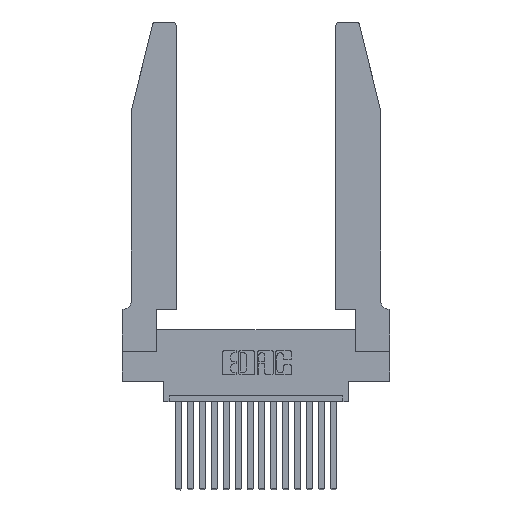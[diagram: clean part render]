
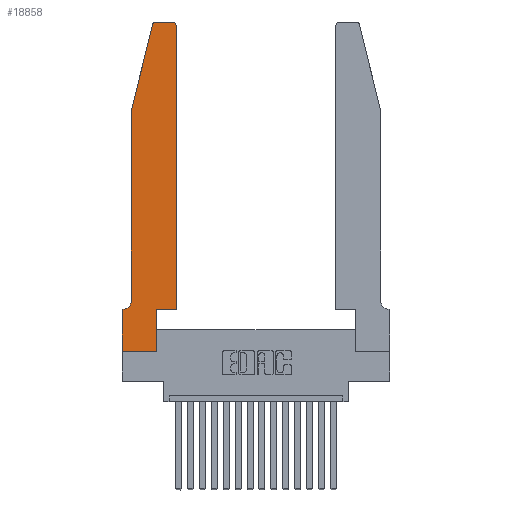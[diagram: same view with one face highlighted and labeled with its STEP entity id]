
A CAD part, top view. The second image highlights one B-rep face of the part: STEP entity #18858.
In plain terms, the highlighted planar face has unit normal (0, 0, 1).
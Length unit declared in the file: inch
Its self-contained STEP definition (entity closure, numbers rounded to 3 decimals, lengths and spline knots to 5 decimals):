
#81 = VECTOR ( 'NONE', #11140, 39.37008 ) ;
#797 = VERTEX_POINT ( 'NONE', #16427 ) ;
#821 = ORIENTED_EDGE ( 'NONE', *, *, #8967, .T. ) ;
#850 = LINE ( 'NONE', #2214, #9150 ) ;
#902 = PLANE ( 'NONE',  #14496 ) ;
#1096 = ORIENTED_EDGE ( 'NONE', *, *, #6411, .T. ) ;
#1196 = CARTESIAN_POINT ( 'NONE',  ( 0.284, 2.75, 0.37 ) ) ;
#1333 = CARTESIAN_POINT ( 'NONE',  ( 0.0055, 0.35, 0.37 ) ) ;
#1413 = CARTESIAN_POINT ( 'NONE',  ( 0., 0., 0.37 ) ) ;
#1912 = VERTEX_POINT ( 'NONE', #1333 ) ;
#2214 = CARTESIAN_POINT ( 'NONE',  ( 0., 0., 0.37 ) ) ;
#2245 = DIRECTION ( 'NONE',  ( 1., 0., 0. ) ) ;
#2571 = LINE ( 'NONE', #17111, #14075 ) ;
#3143 = AXIS2_PLACEMENT_3D ( 'NONE', #18223, #12509, #2245 ) ;
#3280 = EDGE_CURVE ( 'NONE', #13601, #797, #12820, .T. ) ;
#3553 = EDGE_CURVE ( 'NONE', #1912, #12267, #9168, .T. ) ;
#3655 = VECTOR ( 'NONE', #11616, 39.37008 ) ;
#3847 = CARTESIAN_POINT ( 'NONE',  ( 0.2865, 0.35, 0.37 ) ) ;
#4162 = CIRCLE ( 'NONE', #10850, 0.03 ) ;
#4252 = ORIENTED_EDGE ( 'NONE', *, *, #18865, .T. ) ;
#4347 = EDGE_CURVE ( 'NONE', #18448, #5432, #14194, .T. ) ;
#4651 = DIRECTION ( 'NONE',  ( 0., -1., 0. ) ) ;
#4919 = CARTESIAN_POINT ( 'NONE',  ( 0.4205, 2.75, 0.37 ) ) ;
#5228 = CARTESIAN_POINT ( 'NONE',  ( 0., 0.35, 0.37 ) ) ;
#5395 = ORIENTED_EDGE ( 'NONE', *, *, #3553, .T. ) ;
#5432 = VERTEX_POINT ( 'NONE', #4919 ) ;
#5905 = ORIENTED_EDGE ( 'NONE', *, *, #17757, .T. ) ;
#5937 = CIRCLE ( 'NONE', #17439, 0.07 ) ;
#6411 = EDGE_CURVE ( 'NONE', #797, #1912, #5937, .T. ) ;
#6467 = EDGE_CURVE ( 'NONE', #12270, #17417, #13304, .T. ) ;
#6584 = DIRECTION ( 'NONE',  ( 0., 0., -1. ) ) ;
#6591 = CARTESIAN_POINT ( 'NONE',  ( 0.2865, 0.35, 0.37 ) ) ;
#6649 = DIRECTION ( 'NONE',  ( 1., 0., 0. ) ) ;
#6930 = VERTEX_POINT ( 'NONE', #1196 ) ;
#7036 = DIRECTION ( 'NONE',  ( 1., 0., 0. ) ) ;
#7672 = CARTESIAN_POINT ( 'NONE',  ( 0., 0.35, 0.37 ) ) ;
#7744 = VERTEX_POINT ( 'NONE', #12942 ) ;
#7867 = LINE ( 'NONE', #18268, #81 ) ;
#8008 = DIRECTION ( 'NONE',  ( 0., 0., 1. ) ) ;
#8057 = CARTESIAN_POINT ( 'NONE',  ( 0.0055, 0.42, 0.37 ) ) ;
#8151 = FACE_OUTER_BOUND ( 'NONE', #9872, .T. ) ;
#8250 = DIRECTION ( 'NONE',  ( 0., 1., 0. ) ) ;
#8289 = DIRECTION ( 'NONE',  ( -1., 0., 0. ) ) ;
#8678 = LINE ( 'NONE', #10985, #17875 ) ;
#8967 = EDGE_CURVE ( 'NONE', #13681, #7744, #18970, .T. ) ;
#9150 = VECTOR ( 'NONE', #18075, 39.37008 ) ;
#9168 = LINE ( 'NONE', #9608, #10086 ) ;
#9608 = CARTESIAN_POINT ( 'NONE',  ( 0.0755, 0.35, 0.37 ) ) ;
#9872 = EDGE_LOOP ( 'NONE', ( #18357, #14256, #14055, #10677, #1096, #5395, #5905, #10532, #4252, #821, #13785, #15217 ) ) ;
#10086 = VECTOR ( 'NONE', #11186, 39.37008 ) ;
#10532 = ORIENTED_EDGE ( 'NONE', *, *, #6467, .T. ) ;
#10641 = EDGE_CURVE ( 'NONE', #11509, #13601, #7867, .T. ) ;
#10677 = ORIENTED_EDGE ( 'NONE', *, *, #3280, .T. ) ;
#10850 = AXIS2_PLACEMENT_3D ( 'NONE', #17129, #18528, #15468 ) ;
#10985 = CARTESIAN_POINT ( 'NONE',  ( 0.4505, 0.35, 0.37 ) ) ;
#11090 = EDGE_CURVE ( 'NONE', #5432, #6930, #2571, .T. ) ;
#11140 = DIRECTION ( 'NONE',  ( -0.239, -0.971, 0. ) ) ;
#11155 = LINE ( 'NONE', #3847, #12284 ) ;
#11186 = DIRECTION ( 'NONE',  ( -1., 0., 0. ) ) ;
#11509 = VERTEX_POINT ( 'NONE', #19004 ) ;
#11616 = DIRECTION ( 'NONE',  ( 1., 0., 0. ) ) ;
#12107 = CARTESIAN_POINT ( 'NONE',  ( 0.0755, 2., 0.37 ) ) ;
#12161 = CARTESIAN_POINT ( 'NONE',  ( 0., 0., 0.37 ) ) ;
#12267 = VERTEX_POINT ( 'NONE', #7672 ) ;
#12270 = VERTEX_POINT ( 'NONE', #12161 ) ;
#12284 = VECTOR ( 'NONE', #8250, 39.37008 ) ;
#12403 = DIRECTION ( 'NONE',  ( 0., 1., 0. ) ) ;
#12509 = DIRECTION ( 'NONE',  ( 0., 0., 1. ) ) ;
#12820 = LINE ( 'NONE', #12107, #14229 ) ;
#12942 = CARTESIAN_POINT ( 'NONE',  ( 0.4505, 0.35, 0.37 ) ) ;
#13304 = LINE ( 'NONE', #1413, #3655 ) ;
#13601 = VERTEX_POINT ( 'NONE', #16698 ) ;
#13681 = VERTEX_POINT ( 'NONE', #6591 ) ;
#13785 = ORIENTED_EDGE ( 'NONE', *, *, #16676, .T. ) ;
#14055 = ORIENTED_EDGE ( 'NONE', *, *, #10641, .T. ) ;
#14075 = VECTOR ( 'NONE', #8289, 39.37008 ) ;
#14194 = CIRCLE ( 'NONE', #3143, 0.03 ) ;
#14229 = VECTOR ( 'NONE', #4651, 39.37008 ) ;
#14256 = ORIENTED_EDGE ( 'NONE', *, *, #14539, .T. ) ;
#14321 = CARTESIAN_POINT ( 'NONE',  ( 0.4505, 0.35, 0.37 ) ) ;
#14496 = AXIS2_PLACEMENT_3D ( 'NONE', #5228, #8008, #6649 ) ;
#14520 = CARTESIAN_POINT ( 'NONE',  ( 0.2865, 0., 0.37 ) ) ;
#14539 = EDGE_CURVE ( 'NONE', #6930, #11509, #4162, .T. ) ;
#15094 = VECTOR ( 'NONE', #7036, 39.37008 ) ;
#15217 = ORIENTED_EDGE ( 'NONE', *, *, #4347, .T. ) ;
#15468 = DIRECTION ( 'NONE',  ( 1., 0., 0. ) ) ;
#16427 = CARTESIAN_POINT ( 'NONE',  ( 0.0755, 0.42, 0.37 ) ) ;
#16676 = EDGE_CURVE ( 'NONE', #7744, #18448, #8678, .T. ) ;
#16698 = CARTESIAN_POINT ( 'NONE',  ( 0.0755, 2., 0.37 ) ) ;
#17111 = CARTESIAN_POINT ( 'NONE',  ( 0.2605, 2.75, 0.37 ) ) ;
#17129 = CARTESIAN_POINT ( 'NONE',  ( 0.284, 2.72, 0.37 ) ) ;
#17417 = VERTEX_POINT ( 'NONE', #14520 ) ;
#17439 = AXIS2_PLACEMENT_3D ( 'NONE', #8057, #6584, #18334 ) ;
#17757 = EDGE_CURVE ( 'NONE', #12267, #12270, #850, .T. ) ;
#17875 = VECTOR ( 'NONE', #12403, 39.37008 ) ;
#18075 = DIRECTION ( 'NONE',  ( 0., -1., 0. ) ) ;
#18223 = CARTESIAN_POINT ( 'NONE',  ( 0.4205, 2.72, 0.37 ) ) ;
#18268 = CARTESIAN_POINT ( 'NONE',  ( 0.0755, 2., 0.37 ) ) ;
#18334 = DIRECTION ( 'NONE',  ( -1., 0., 0. ) ) ;
#18357 = ORIENTED_EDGE ( 'NONE', *, *, #11090, .T. ) ;
#18448 = VERTEX_POINT ( 'NONE', #18740 ) ;
#18528 = DIRECTION ( 'NONE',  ( 0., 0., 1. ) ) ;
#18740 = CARTESIAN_POINT ( 'NONE',  ( 0.4505, 2.72, 0.37 ) ) ;
#18858 = ADVANCED_FACE ( 'NONE', ( #8151 ), #902, .T. ) ;
#18865 = EDGE_CURVE ( 'NONE', #17417, #13681, #11155, .T. ) ;
#18970 = LINE ( 'NONE', #14321, #15094 ) ;
#19004 = CARTESIAN_POINT ( 'NONE',  ( 0.25487, 2.72718, 0.37 ) ) ;
